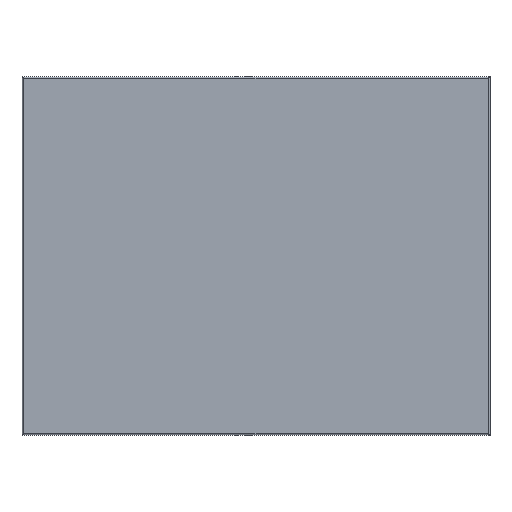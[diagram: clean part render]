
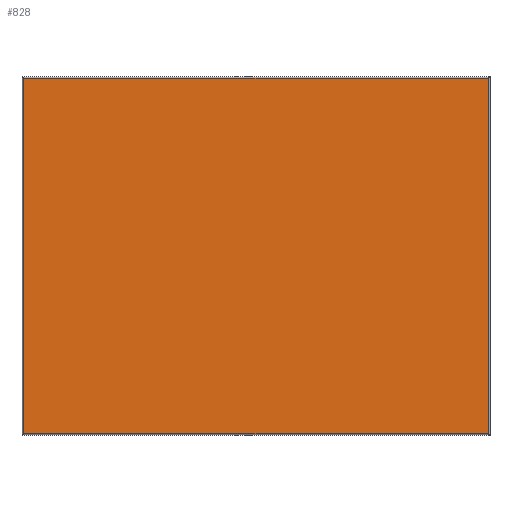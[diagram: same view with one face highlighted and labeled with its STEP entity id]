
A CAD part, front view. The second image highlights one B-rep face of the part: STEP entity #828.
In plain terms, the highlighted planar face has unit normal (0, -1, 0).
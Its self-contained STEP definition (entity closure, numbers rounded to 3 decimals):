
#190 = CYLINDRICAL_SURFACE('',#191,1.);
#191 = AXIS2_PLACEMENT_3D('',#192,#193,#194);
#192 = CARTESIAN_POINT('',(1.,-21.5,0.));
#193 = DIRECTION('',(0.,0.,1.));
#194 = DIRECTION('',(-1.,0.,0.));
#276 = CYLINDRICAL_SURFACE('',#277,1.);
#277 = AXIS2_PLACEMENT_3D('',#278,#279,#280);
#278 = CARTESIAN_POINT('',(0.,-21.5,1.));
#279 = DIRECTION('',(1.,0.,0.));
#280 = DIRECTION('',(0.,0.,-1.));
#395 = VERTEX_POINT('',#396);
#396 = CARTESIAN_POINT('',(1.,-22.5,1.));
#428 = EDGE_CURVE('',#395,#429,#431,.T.);
#429 = VERTEX_POINT('',#430);
#430 = CARTESIAN_POINT('',(1.,-22.5,229.));
#431 = SURFACE_CURVE('',#432,(#436,#443),.PCURVE_S1.);
#432 = LINE('',#433,#434);
#433 = CARTESIAN_POINT('',(1.,-22.5,0.));
#434 = VECTOR('',#435,1.);
#435 = DIRECTION('',(0.,0.,1.));
#436 = PCURVE('',#190,#437);
#437 = DEFINITIONAL_REPRESENTATION('',(#438),#442);
#438 = LINE('',#439,#440);
#439 = CARTESIAN_POINT('',(1.571,0.));
#440 = VECTOR('',#441,1.);
#441 = DIRECTION('',(0.,1.));
#442 = ( GEOMETRIC_REPRESENTATION_CONTEXT(2) 
PARAMETRIC_REPRESENTATION_CONTEXT() REPRESENTATION_CONTEXT('2D SPACE',''
  ) );
#443 = PCURVE('',#444,#449);
#444 = PLANE('',#445);
#445 = AXIS2_PLACEMENT_3D('',#446,#447,#448);
#446 = CARTESIAN_POINT('',(0.,-22.5,0.));
#447 = DIRECTION('',(0.,-1.,0.));
#448 = DIRECTION('',(1.,0.,0.));
#449 = DEFINITIONAL_REPRESENTATION('',(#450),#454);
#450 = LINE('',#451,#452);
#451 = CARTESIAN_POINT('',(1.,0.));
#452 = VECTOR('',#453,1.);
#453 = DIRECTION('',(0.,1.));
#454 = ( GEOMETRIC_REPRESENTATION_CONTEXT(2) 
PARAMETRIC_REPRESENTATION_CONTEXT() REPRESENTATION_CONTEXT('2D SPACE',''
  ) );
#476 = CYLINDRICAL_SURFACE('',#477,1.);
#477 = AXIS2_PLACEMENT_3D('',#478,#479,#480);
#478 = CARTESIAN_POINT('',(0.,-21.5,229.));
#479 = DIRECTION('',(1.,0.,0.));
#480 = DIRECTION('',(-0.,0.,1.));
#610 = CYLINDRICAL_SURFACE('',#611,1.);
#611 = AXIS2_PLACEMENT_3D('',#612,#613,#614);
#612 = CARTESIAN_POINT('',(299.,-21.5,0.));
#613 = DIRECTION('',(0.,0.,1.));
#614 = DIRECTION('',(1.,0.,-0.));
#686 = EDGE_CURVE('',#395,#687,#689,.T.);
#687 = VERTEX_POINT('',#688);
#688 = CARTESIAN_POINT('',(299.,-22.5,1.));
#689 = SURFACE_CURVE('',#690,(#694,#701),.PCURVE_S1.);
#690 = LINE('',#691,#692);
#691 = CARTESIAN_POINT('',(0.,-22.5,1.));
#692 = VECTOR('',#693,1.);
#693 = DIRECTION('',(1.,0.,0.));
#694 = PCURVE('',#276,#695);
#695 = DEFINITIONAL_REPRESENTATION('',(#696),#700);
#696 = LINE('',#697,#698);
#697 = CARTESIAN_POINT('',(-1.571,0.));
#698 = VECTOR('',#699,1.);
#699 = DIRECTION('',(-0.,1.));
#700 = ( GEOMETRIC_REPRESENTATION_CONTEXT(2) 
PARAMETRIC_REPRESENTATION_CONTEXT() REPRESENTATION_CONTEXT('2D SPACE',''
  ) );
#701 = PCURVE('',#444,#702);
#702 = DEFINITIONAL_REPRESENTATION('',(#703),#707);
#703 = LINE('',#704,#705);
#704 = CARTESIAN_POINT('',(0.,1.));
#705 = VECTOR('',#706,1.);
#706 = DIRECTION('',(1.,0.));
#707 = ( GEOMETRIC_REPRESENTATION_CONTEXT(2) 
PARAMETRIC_REPRESENTATION_CONTEXT() REPRESENTATION_CONTEXT('2D SPACE',''
  ) );
#828 = ADVANCED_FACE('',(#829),#444,.T.);
#829 = FACE_BOUND('',#830,.T.);
#830 = EDGE_LOOP('',(#831,#832,#855,#876));
#831 = ORIENTED_EDGE('',*,*,#686,.T.);
#832 = ORIENTED_EDGE('',*,*,#833,.T.);
#833 = EDGE_CURVE('',#687,#834,#836,.T.);
#834 = VERTEX_POINT('',#835);
#835 = CARTESIAN_POINT('',(299.,-22.5,229.));
#836 = SURFACE_CURVE('',#837,(#841,#848),.PCURVE_S1.);
#837 = LINE('',#838,#839);
#838 = CARTESIAN_POINT('',(299.,-22.5,0.));
#839 = VECTOR('',#840,1.);
#840 = DIRECTION('',(0.,0.,1.));
#841 = PCURVE('',#444,#842);
#842 = DEFINITIONAL_REPRESENTATION('',(#843),#847);
#843 = LINE('',#844,#845);
#844 = CARTESIAN_POINT('',(299.,0.));
#845 = VECTOR('',#846,1.);
#846 = DIRECTION('',(0.,1.));
#847 = ( GEOMETRIC_REPRESENTATION_CONTEXT(2) 
PARAMETRIC_REPRESENTATION_CONTEXT() REPRESENTATION_CONTEXT('2D SPACE',''
  ) );
#848 = PCURVE('',#610,#849);
#849 = DEFINITIONAL_REPRESENTATION('',(#850),#854);
#850 = LINE('',#851,#852);
#851 = CARTESIAN_POINT('',(-1.571,0.));
#852 = VECTOR('',#853,1.);
#853 = DIRECTION('',(-0.,1.));
#854 = ( GEOMETRIC_REPRESENTATION_CONTEXT(2) 
PARAMETRIC_REPRESENTATION_CONTEXT() REPRESENTATION_CONTEXT('2D SPACE',''
  ) );
#855 = ORIENTED_EDGE('',*,*,#856,.F.);
#856 = EDGE_CURVE('',#429,#834,#857,.T.);
#857 = SURFACE_CURVE('',#858,(#862,#869),.PCURVE_S1.);
#858 = LINE('',#859,#860);
#859 = CARTESIAN_POINT('',(0.,-22.5,229.));
#860 = VECTOR('',#861,1.);
#861 = DIRECTION('',(1.,0.,0.));
#862 = PCURVE('',#444,#863);
#863 = DEFINITIONAL_REPRESENTATION('',(#864),#868);
#864 = LINE('',#865,#866);
#865 = CARTESIAN_POINT('',(0.,229.));
#866 = VECTOR('',#867,1.);
#867 = DIRECTION('',(1.,0.));
#868 = ( GEOMETRIC_REPRESENTATION_CONTEXT(2) 
PARAMETRIC_REPRESENTATION_CONTEXT() REPRESENTATION_CONTEXT('2D SPACE',''
  ) );
#869 = PCURVE('',#476,#870);
#870 = DEFINITIONAL_REPRESENTATION('',(#871),#875);
#871 = LINE('',#872,#873);
#872 = CARTESIAN_POINT('',(1.571,0.));
#873 = VECTOR('',#874,1.);
#874 = DIRECTION('',(0.,1.));
#875 = ( GEOMETRIC_REPRESENTATION_CONTEXT(2) 
PARAMETRIC_REPRESENTATION_CONTEXT() REPRESENTATION_CONTEXT('2D SPACE',''
  ) );
#876 = ORIENTED_EDGE('',*,*,#428,.F.);
